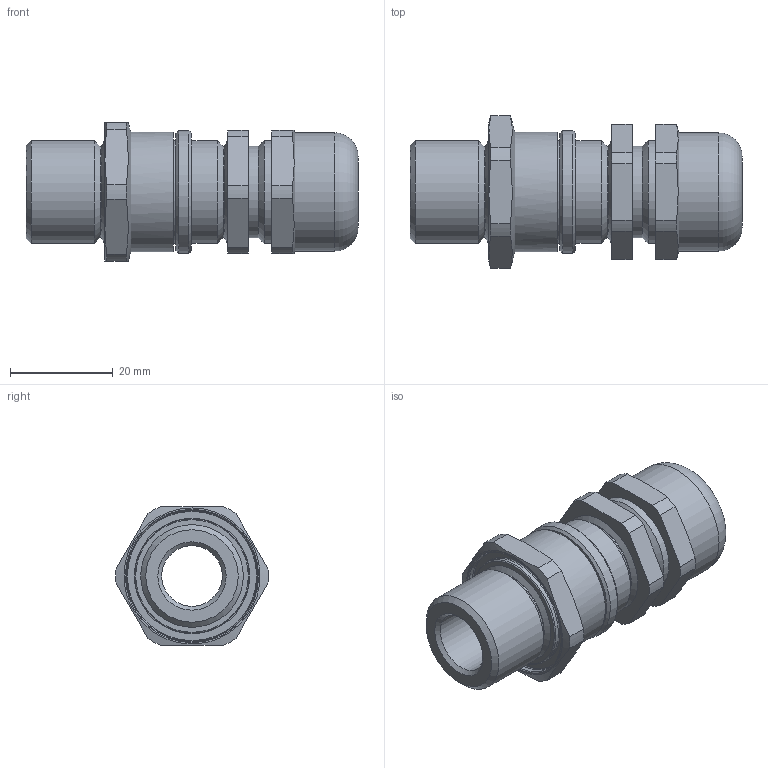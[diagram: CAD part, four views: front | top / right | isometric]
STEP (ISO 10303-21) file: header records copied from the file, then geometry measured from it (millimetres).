
FILE_DESCRIPTION (( 'STEP AP203' ), '1' );
FILE_NAME ('20SRSS2K1RA.STEP', '2020-01-21T16:10:33', ( '' ), ( '' ), 'SwSTEP 2.0', 'SolidWorks 2017', '' );
FILE_SCHEMA (( 'CONFIG_CONTROL_DESIGN' ));
Length unit declared in the file: millimetre
Products named in the file (1): 20SRSS2K1RA
Bounding box: 64.64 x 29.69 x 27 mm (x, y, z)
Surface area: 8336.5 mm2 (no closed solid volume)
Topology: 0 solids, 8 shells, 134 faces, 566 edges, 441 vertices
Faces by surface type: plane 58, cylinder 31, bspline 25, cone 15, torus 5
Full cylindrical faces by diameter (mm): 11.8 x2, 11.9 x1, 17.718 x2, 17.75 x1, 20 x3, 23 x1, 23.3 x1, 24 x1, 25.55 x1
Entity records: 9356 total; most frequent: CARTESIAN_POINT 5330, ORIENTED_EDGE 740, DIRECTION 619, EDGE_CURVE 525, VERTEX_POINT 433, LINE 233, VECTOR 233, B_SPLINE_CURVE_WITH_KNOTS 209
